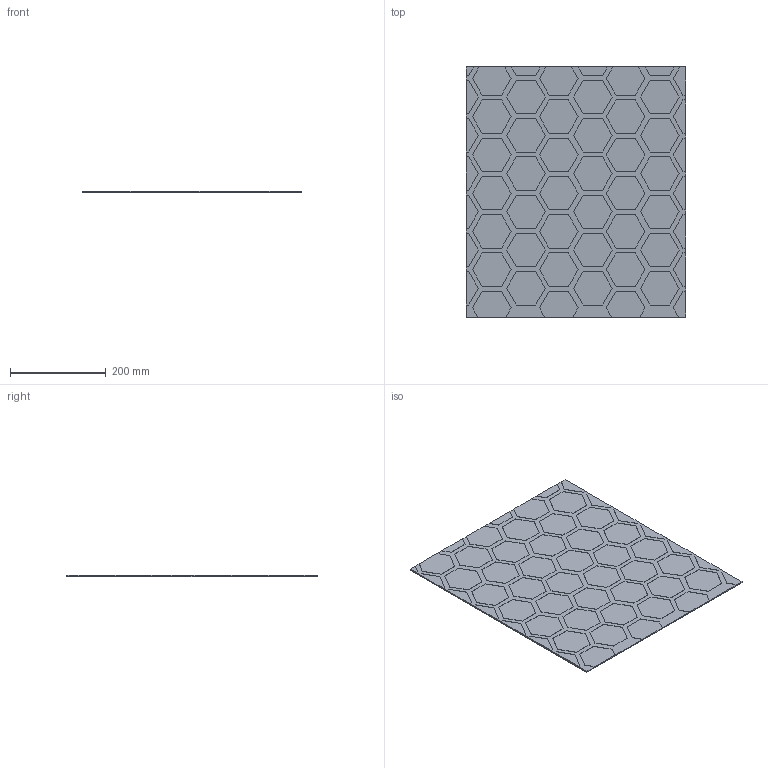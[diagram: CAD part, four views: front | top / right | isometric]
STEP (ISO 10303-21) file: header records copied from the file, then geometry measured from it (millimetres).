
FILE_DESCRIPTION (( 'STEP AP203' ), '1' );
FILE_NAME ('Plexi-Top-Cover.Engraved.STEP', '2021-07-27T14:55:30', ( '' ), ( '' ), 'SwSTEP 2.0', 'SolidWorks 2019', '' );
FILE_SCHEMA (( 'CONFIG_CONTROL_DESIGN' ));
Length unit declared in the file: millimetre
Products named in the file (1): Plexi-Top-Cover.Engraved
Bounding box: 458.5 x 523.5 x 3.17 mm (x, y, z)
Volume: 743545.3 mm3; surface area: 489268.5 mm2
Topology: 1 solids, 1 shells, 351 faces, 948 edges, 632 vertices
Faces by surface type: plane 351
Entity records: 10859 total; most frequent: CARTESIAN_POINT 1932, ORIENTED_EDGE 1896, DIRECTION 1652, VECTOR 948, LINE 948, EDGE_CURVE 948, VERTEX_POINT 632, EDGE_LOOP 384
